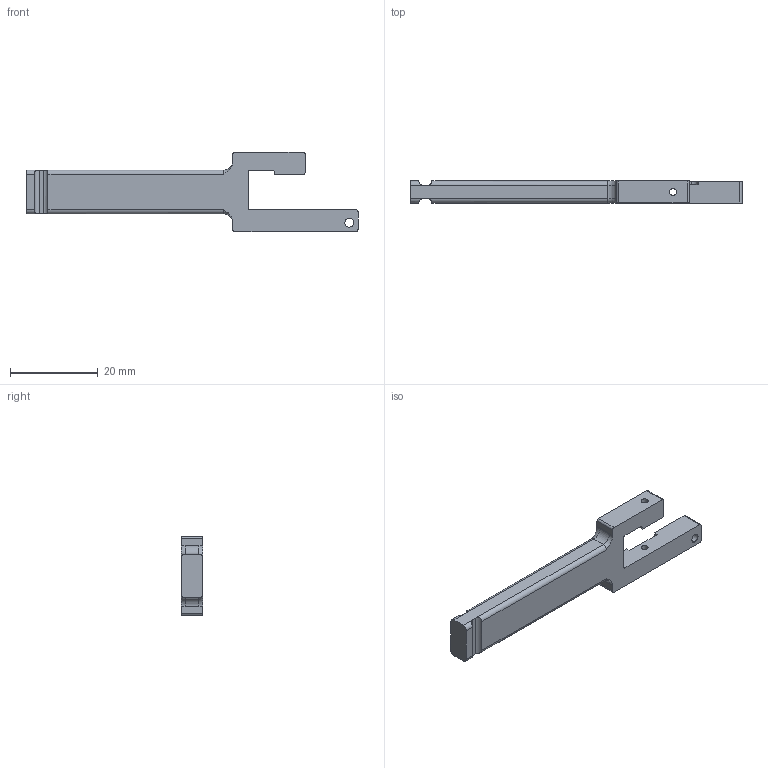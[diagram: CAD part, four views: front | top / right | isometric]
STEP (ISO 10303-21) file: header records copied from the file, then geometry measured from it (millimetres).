
FILE_DESCRIPTION (( 'STEP AP214' ), '1' );
FILE_NAME ('Holder_Lower.STEP', '2023-08-11T07:39:49', ( '' ), ( '' ), 'SwSTEP 2.0', 'SolidWorks 2021', '' );
FILE_SCHEMA (( 'AUTOMOTIVE_DESIGN' ));
Length unit declared in the file: millimetre
Products named in the file (1): Holder_Lower
Bounding box: 75.5 x 5 x 18 mm (x, y, z)
Volume: 3440.8 mm3; surface area: 2499.2 mm2
Topology: 1 solids, 1 shells, 64 faces, 174 edges, 112 vertices
Faces by surface type: cylinder 33, plane 27, torus 4
Entity records: 2206 total; most frequent: CARTESIAN_POINT 519, ORIENTED_EDGE 348, DIRECTION 346, EDGE_CURVE 174, AXIS2_PLACEMENT_3D 119, VERTEX_POINT 112, VECTOR 108, LINE 108
